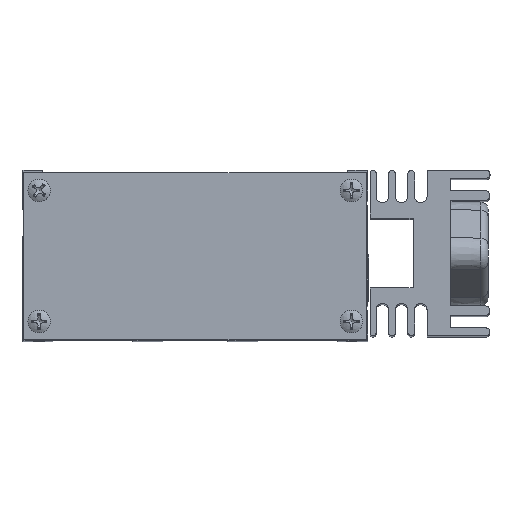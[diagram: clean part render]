
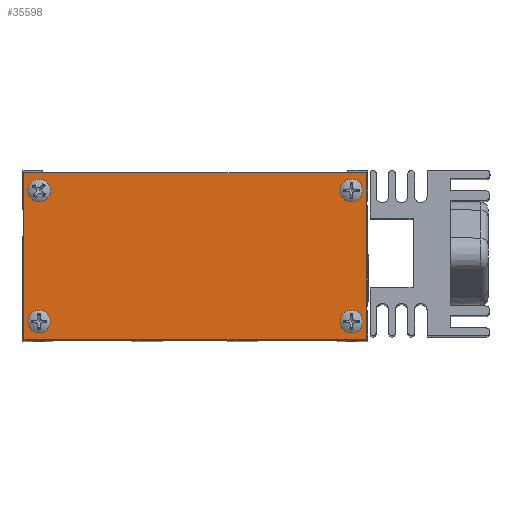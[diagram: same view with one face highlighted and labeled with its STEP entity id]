
A CAD part, top view. The second image highlights one B-rep face of the part: STEP entity #35598.
In plain terms, the highlighted planar face has unit normal (0, 0, 1).
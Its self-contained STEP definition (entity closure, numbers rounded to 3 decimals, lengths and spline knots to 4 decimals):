
#1188=PLANE('',#37987);
#2638=LINE('',#49552,#6327);
#2642=LINE('',#49560,#6331);
#2645=LINE('',#49566,#6334);
#2648=LINE('',#49571,#6337);
#6327=VECTOR('',#40718,0.3937);
#6331=VECTOR('',#40724,0.3937);
#6334=VECTOR('',#40729,0.3937);
#6337=VECTOR('',#40734,0.3937);
#9986=FACE_BOUND('',#13177,.T.);
#9987=FACE_BOUND('',#13178,.T.);
#9988=FACE_BOUND('',#13179,.T.);
#9989=FACE_BOUND('',#13180,.T.);
#10533=CIRCLE('',#37971,0.0859);
#10535=CIRCLE('',#37974,0.0859);
#10537=CIRCLE('',#37977,0.0859);
#10539=CIRCLE('',#37980,0.0859);
#11211=FACE_OUTER_BOUND('',#13176,.T.);
#13176=EDGE_LOOP('',(#25427,#25428,#25429,#25430));
#13177=EDGE_LOOP('',(#25431));
#13178=EDGE_LOOP('',(#25432));
#13179=EDGE_LOOP('',(#25433));
#13180=EDGE_LOOP('',(#25434));
#16368=VERTEX_POINT('',#49530);
#16370=VERTEX_POINT('',#49535);
#16372=VERTEX_POINT('',#49540);
#16374=VERTEX_POINT('',#49545);
#16376=VERTEX_POINT('',#49550);
#16377=VERTEX_POINT('',#49551);
#16380=VERTEX_POINT('',#49559);
#16382=VERTEX_POINT('',#49565);
#19956=EDGE_CURVE('',#16368,#16368,#10533,.T.);
#19958=EDGE_CURVE('',#16370,#16370,#10535,.T.);
#19960=EDGE_CURVE('',#16372,#16372,#10537,.T.);
#19962=EDGE_CURVE('',#16374,#16374,#10539,.T.);
#19964=EDGE_CURVE('',#16376,#16377,#2638,.T.);
#19968=EDGE_CURVE('',#16377,#16380,#2642,.T.);
#19971=EDGE_CURVE('',#16380,#16382,#2645,.T.);
#19974=EDGE_CURVE('',#16382,#16376,#2648,.T.);
#25427=ORIENTED_EDGE('',*,*,#19964,.F.);
#25428=ORIENTED_EDGE('',*,*,#19974,.F.);
#25429=ORIENTED_EDGE('',*,*,#19971,.F.);
#25430=ORIENTED_EDGE('',*,*,#19968,.F.);
#25431=ORIENTED_EDGE('',*,*,#19956,.T.);
#25432=ORIENTED_EDGE('',*,*,#19958,.T.);
#25433=ORIENTED_EDGE('',*,*,#19960,.T.);
#25434=ORIENTED_EDGE('',*,*,#19962,.T.);
#35598=ADVANCED_FACE('',(#11211,#9986,#9987,#9988,#9989),#1188,.T.);
#37971=AXIS2_PLACEMENT_3D('',#49531,#40694,#40695);
#37974=AXIS2_PLACEMENT_3D('',#49536,#40700,#40701);
#37977=AXIS2_PLACEMENT_3D('',#49541,#40706,#40707);
#37980=AXIS2_PLACEMENT_3D('',#49546,#40712,#40713);
#37987=AXIS2_PLACEMENT_3D('',#49574,#40738,#40739);
#40694=DIRECTION('center_axis',(0.,0.,-1.));
#40695=DIRECTION('ref_axis',(-1.,0.,0.));
#40700=DIRECTION('center_axis',(0.,0.,-1.));
#40701=DIRECTION('ref_axis',(-1.,0.,0.));
#40706=DIRECTION('center_axis',(0.,0.,-1.));
#40707=DIRECTION('ref_axis',(-1.,0.,0.));
#40712=DIRECTION('center_axis',(0.,0.,-1.));
#40713=DIRECTION('ref_axis',(-1.,0.,0.));
#40718=DIRECTION('',(0.,1.,0.));
#40724=DIRECTION('',(1.,0.,0.));
#40729=DIRECTION('',(0.,-1.,0.));
#40734=DIRECTION('',(-1.,0.,0.));
#40738=DIRECTION('center_axis',(0.,0.,1.));
#40739=DIRECTION('ref_axis',(1.,0.,0.));
#49530=CARTESIAN_POINT('',(3.3669,0.18,0.063));
#49531=CARTESIAN_POINT('Origin',(3.281,0.18,0.063));
#49535=CARTESIAN_POINT('',(3.3669,1.492,0.063));
#49536=CARTESIAN_POINT('Origin',(3.281,1.492,0.063));
#49540=CARTESIAN_POINT('',(0.2419,0.18,0.063));
#49541=CARTESIAN_POINT('Origin',(0.156,0.18,0.063));
#49545=CARTESIAN_POINT('',(0.2419,1.492,0.063));
#49546=CARTESIAN_POINT('Origin',(0.156,1.492,0.063));
#49550=CARTESIAN_POINT('',(0.,0.,0.063));
#49551=CARTESIAN_POINT('',(0.,1.671,0.063));
#49552=CARTESIAN_POINT('',(0.,1.671,0.063));
#49559=CARTESIAN_POINT('',(3.43,1.671,0.063));
#49560=CARTESIAN_POINT('',(3.43,1.671,0.063));
#49565=CARTESIAN_POINT('',(3.43,0.,0.063));
#49566=CARTESIAN_POINT('',(3.43,0.,0.063));
#49571=CARTESIAN_POINT('',(0.,0.,0.063));
#49574=CARTESIAN_POINT('Origin',(1.715,0.8355,0.063));
